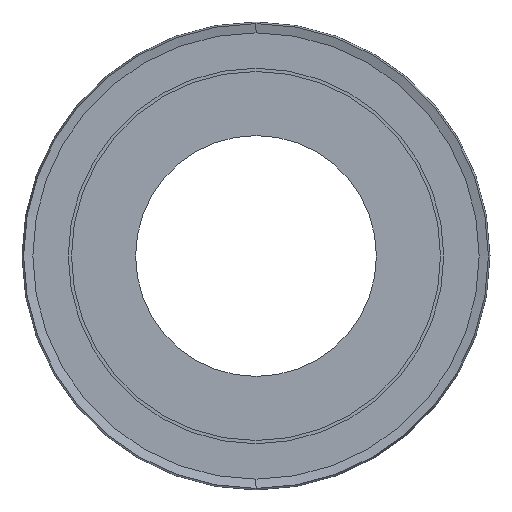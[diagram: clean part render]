
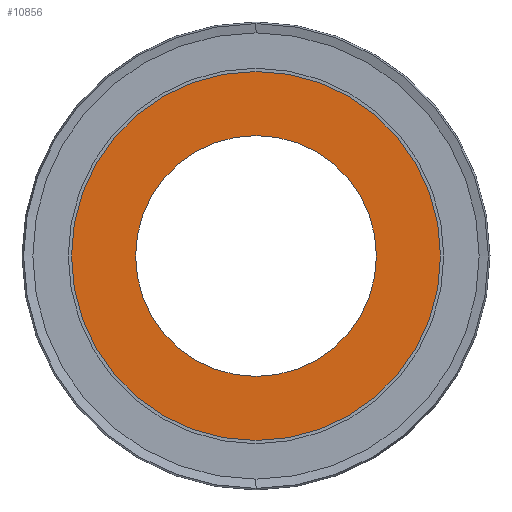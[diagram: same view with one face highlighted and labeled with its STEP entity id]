
A CAD part, left-side view. The second image highlights one B-rep face of the part: STEP entity #10856.
In plain terms, the highlighted planar face has unit normal (-1, 0, 0).
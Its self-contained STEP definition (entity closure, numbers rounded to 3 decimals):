
#1465 = CARTESIAN_POINT ( 'NONE',  ( -1.723, 64.418, 107.61 ) ) ;
#2391 = CARTESIAN_POINT ( 'NONE',  ( -1.723, 64.418, 107.61 ) ) ;
#2520 = DIRECTION ( 'NONE',  ( 1., 0., 0. ) ) ;
#2794 = CARTESIAN_POINT ( 'NONE',  ( -1.723, 64.418, 107.61 ) ) ;
#2904 = EDGE_LOOP ( 'NONE', ( #8539, #7239 ) ) ;
#3059 = FACE_BOUND ( 'NONE', #11529, .T. ) ;
#3426 = DIRECTION ( 'NONE',  ( -1., 0., 0. ) ) ;
#3557 = VERTEX_POINT ( 'NONE', #9015 ) ;
#3651 = DIRECTION ( 'NONE',  ( 0., 0., -1. ) ) ;
#3972 = CARTESIAN_POINT ( 'NONE',  ( -1.723, 64.418, 140.261 ) ) ;
#4526 = EDGE_CURVE ( 'NONE', #13080, #10567, #6385, .T. ) ;
#4713 = ORIENTED_EDGE ( 'NONE', *, *, #12477, .T. ) ;
#5147 = CARTESIAN_POINT ( 'NONE',  ( -1.723, 64.418, 57.572 ) ) ;
#5172 = AXIS2_PLACEMENT_3D ( 'NONE', #6559, #3426, #10759 ) ;
#5185 = FACE_OUTER_BOUND ( 'NONE', #2904, .T. ) ;
#5349 = AXIS2_PLACEMENT_3D ( 'NONE', #2794, #8902, #8996 ) ;
#5649 = DIRECTION ( 'NONE',  ( -1., 0., 0. ) ) ;
#5743 = AXIS2_PLACEMENT_3D ( 'NONE', #6785, #2520, #3651 ) ;
#5783 = CIRCLE ( 'NONE', #12958, 32.652 ) ;
#5823 = ORIENTED_EDGE ( 'NONE', *, *, #8196, .T. ) ;
#6385 = CIRCLE ( 'NONE', #10370, 50.038 ) ;
#6559 = CARTESIAN_POINT ( 'NONE',  ( -1.723, 64.418, 107.61 ) ) ;
#6690 = DIRECTION ( 'NONE',  ( 0., 0., 1. ) ) ;
#6785 = CARTESIAN_POINT ( 'NONE',  ( -1.723, 64.418, 107.61 ) ) ;
#6791 = PLANE ( 'NONE',  #5349 ) ;
#7239 = ORIENTED_EDGE ( 'NONE', *, *, #10798, .T. ) ;
#7604 = CARTESIAN_POINT ( 'NONE',  ( -1.723, 64.418, 157.648 ) ) ;
#7716 = DIRECTION ( 'NONE',  ( 1., 0., 0. ) ) ;
#7838 = CIRCLE ( 'NONE', #5743, 32.652 ) ;
#7841 = VERTEX_POINT ( 'NONE', #3972 ) ;
#8196 = EDGE_CURVE ( 'NONE', #3557, #7841, #7838, .T. ) ;
#8539 = ORIENTED_EDGE ( 'NONE', *, *, #4526, .T. ) ;
#8902 = DIRECTION ( 'NONE',  ( -1., 0., 0. ) ) ;
#8996 = DIRECTION ( 'NONE',  ( 0., 0., 1. ) ) ;
#9015 = CARTESIAN_POINT ( 'NONE',  ( -1.723, 64.418, 74.958 ) ) ;
#9940 = DIRECTION ( 'NONE',  ( 0., 0., -1. ) ) ;
#10370 = AXIS2_PLACEMENT_3D ( 'NONE', #1465, #5649, #6690 ) ;
#10567 = VERTEX_POINT ( 'NONE', #5147 ) ;
#10759 = DIRECTION ( 'NONE',  ( 0., 0., 1. ) ) ;
#10798 = EDGE_CURVE ( 'NONE', #10567, #13080, #11047, .T. ) ;
#10856 = ADVANCED_FACE ( 'NONE', ( #5185, #3059 ), #6791, .T. ) ;
#11047 = CIRCLE ( 'NONE', #5172, 50.038 ) ;
#11529 = EDGE_LOOP ( 'NONE', ( #5823, #4713 ) ) ;
#12477 = EDGE_CURVE ( 'NONE', #7841, #3557, #5783, .T. ) ;
#12958 = AXIS2_PLACEMENT_3D ( 'NONE', #2391, #7716, #9940 ) ;
#13080 = VERTEX_POINT ( 'NONE', #7604 ) ;
